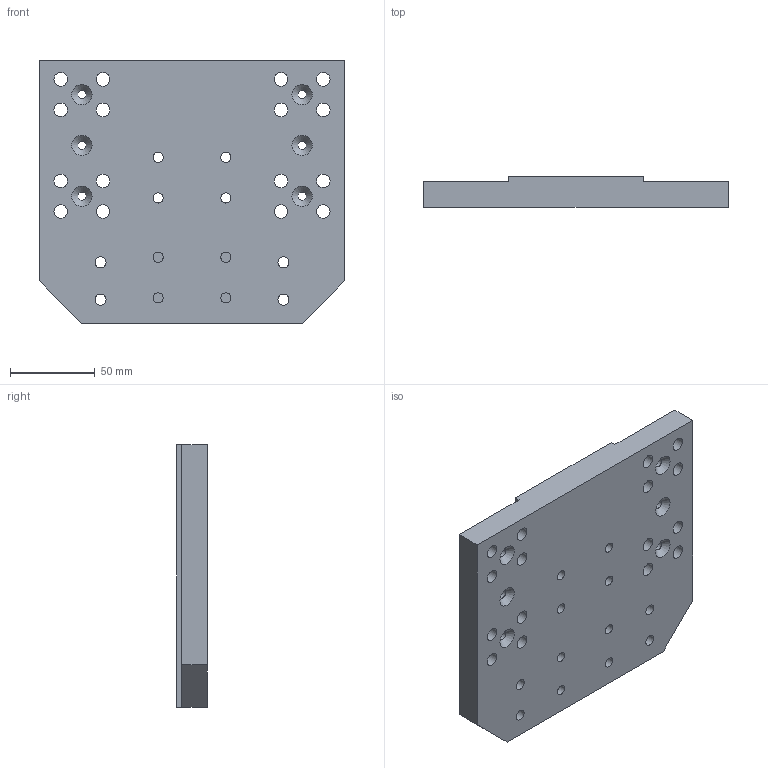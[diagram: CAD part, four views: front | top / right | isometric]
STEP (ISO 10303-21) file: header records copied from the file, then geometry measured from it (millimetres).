
FILE_DESCRIPTION(/* description */ (''),/* implementation_level */ '2;1');
FILE_NAME(/* name */ 'Spindle mount.step',/* time_stamp */ '2020-04-14T16:28:49+01:00',/* author */ (''),/* organization */ (''),/* preprocessor_version */ 'ST-DEVELOPER v18.1',/* originating_system */ 'Autodesk Translation Framework v9.2.0.1227',/* authorisation */ '');
FILE_SCHEMA (('AUTOMOTIVE_DESIGN { 1 0 10303 214 3 1 1 }'));
Length unit declared in the file: millimetre
Products named in the file (1): Spindle mount
Bounding box: 180 x 18 x 155 mm (x, y, z)
Volume: 426942.2 mm3; surface area: 73617.7 mm2
Topology: 1 solids, 1 shells, 56 faces, 144 edges, 94 vertices
Faces by surface type: cylinder 34, plane 16, cone 6
Full cylindrical faces by diameter (mm): 5 x6, 6 x8, 6.5 x4, 8 x16
Entity records: 1894 total; most frequent: DIRECTION 332, CARTESIAN_POINT 295, ORIENTED_EDGE 288, EDGE_CURVE 144, AXIS2_PLACEMENT_3D 131, EDGE_LOOP 120, VERTEX_POINT 94, CIRCLE 74
